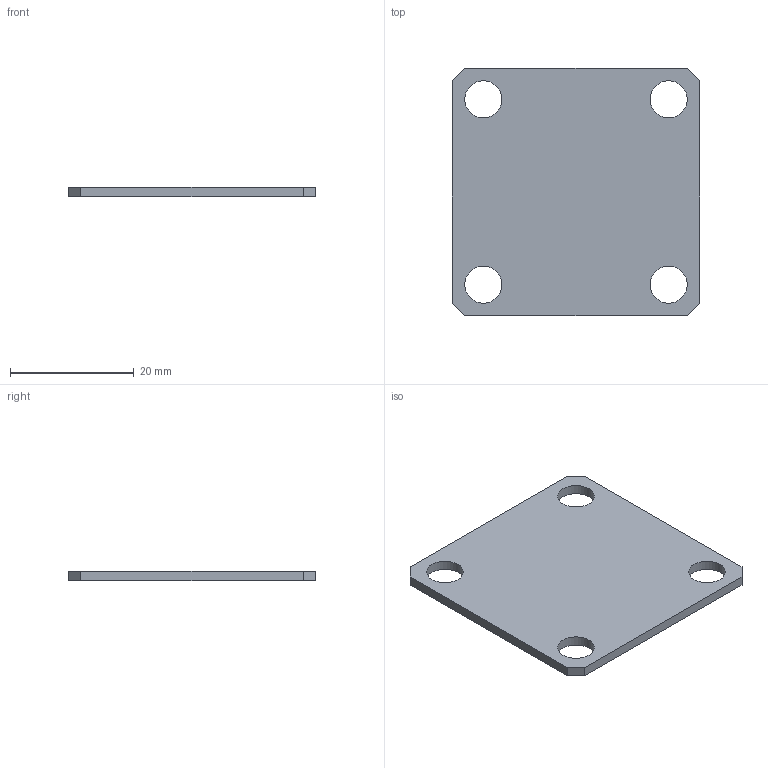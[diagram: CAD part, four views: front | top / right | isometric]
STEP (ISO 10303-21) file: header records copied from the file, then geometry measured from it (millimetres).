
FILE_DESCRIPTION(('KiCad electronic assembly'),'2;1');
FILE_NAME('Thorlabs 30 mm Cage Plate LED MCPCB.step', '2023-10-30T15:20:00',('Pcbnew'),('Kicad'), 'Open CASCADE STEP processor 7.5','KiCad to STEP converter','Unknown' );
FILE_SCHEMA(('AUTOMOTIVE_DESIGN { 1 0 10303 214 1 1 1 1 }'));
Length unit declared in the file: millimetre
Products named in the file (2): Thorlabs 30 mm Cage Plate LED MCPCB 1; Thorlabs 30 mm Cage Plate LED MCPCB PCB
Assembly tree (1 placements, depth 2):
  Thorlabs 30 mm Cage Plate LED MCPCB 1
    Thorlabs 30 mm Cage Plate LED MCPCB PCB
Bounding box: 40 x 40 x 1.6 mm (x, y, z)
Volume: 2366.2 mm3; surface area: 3326.9 mm2
Topology: 1 solids, 1 shells, 14 faces, 36 edges, 24 vertices
Faces by surface type: plane 10, cylinder 4
Full cylindrical faces by diameter (mm): 6 x4
Entity records: 983 total; most frequent: CARTESIAN_POINT 196, DIRECTION 140, LINE 92, VECTOR 92, ORIENTED_EDGE 72, PCURVE 72, DEFINITIONAL_REPRESENTATION 72, EDGE_CURVE 36
